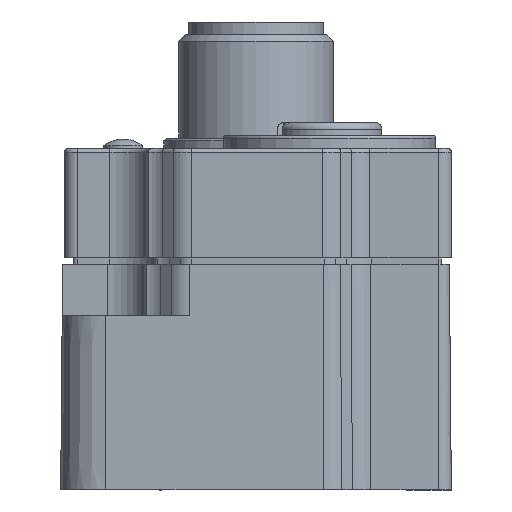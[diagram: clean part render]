
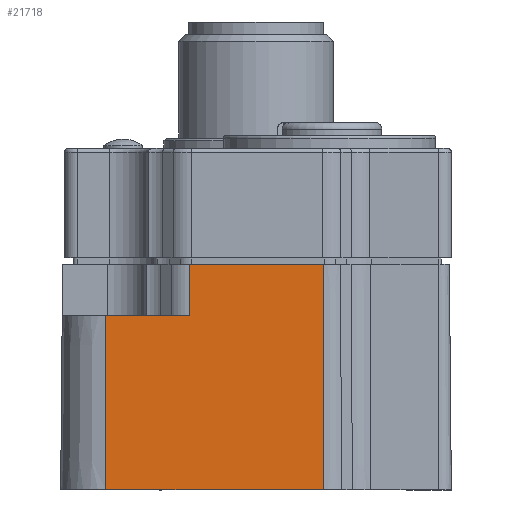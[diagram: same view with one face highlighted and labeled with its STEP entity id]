
A CAD part, front view. The second image highlights one B-rep face of the part: STEP entity #21718.
In plain terms, the highlighted planar face has unit normal (0, -1, 0.009).
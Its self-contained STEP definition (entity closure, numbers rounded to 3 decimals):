
#364 = EDGE_LOOP ( 'NONE', ( #9068, #2335, #22050, #6945, #8475, #31616 ) ) ;
#2335 = ORIENTED_EDGE ( 'NONE', *, *, #8494, .T. ) ;
#3096 = CARTESIAN_POINT ( 'NONE',  ( -5.171, 0.118, 13.5 ) ) ;
#3673 = DIRECTION ( 'NONE',  ( 0., -1., 0.009 ) ) ;
#3760 = VECTOR ( 'NONE', #32113, 1000. ) ;
#4122 = CARTESIAN_POINT ( 'NONE',  ( -13.46, 0.153, 17.5 ) ) ;
#4489 = VECTOR ( 'NONE', #6849, 1000. ) ;
#4723 = CARTESIAN_POINT ( 'NONE',  ( -5.171, 0.153, 17.5 ) ) ;
#6132 = DIRECTION ( 'NONE',  ( 0., -0.009, -1. ) ) ;
#6333 = VERTEX_POINT ( 'NONE', #4723 ) ;
#6778 = VECTOR ( 'NONE', #26329, 1000. ) ;
#6849 = DIRECTION ( 'NONE',  ( -1., 0., 0. ) ) ;
#6880 = CARTESIAN_POINT ( 'NONE',  ( -11.652, 0.118, 13.5 ) ) ;
#6945 = ORIENTED_EDGE ( 'NONE', *, *, #26276, .T. ) ;
#7138 = EDGE_CURVE ( 'NONE', #28390, #29018, #8846, .T. ) ;
#7353 = VERTEX_POINT ( 'NONE', #9914 ) ;
#8475 = ORIENTED_EDGE ( 'NONE', *, *, #7138, .T. ) ;
#8494 = EDGE_CURVE ( 'NONE', #6333, #32419, #9268, .T. ) ;
#8846 = LINE ( 'NONE', #14126, #28448 ) ;
#9068 = ORIENTED_EDGE ( 'NONE', *, *, #11399, .T. ) ;
#9268 = LINE ( 'NONE', #29022, #3760 ) ;
#9914 = CARTESIAN_POINT ( 'NONE',  ( 5.233, 0.153, 17.5 ) ) ;
#10927 = LINE ( 'NONE', #14095, #34365 ) ;
#11096 = EDGE_CURVE ( 'NONE', #29018, #7353, #18957, .T. ) ;
#11399 = EDGE_CURVE ( 'NONE', #7353, #6333, #28393, .T. ) ;
#12444 = CARTESIAN_POINT ( 'NONE',  ( 5.233, 0.169, 19.371 ) ) ;
#12807 = DIRECTION ( 'NONE',  ( 0., 0.009, 1. ) ) ;
#14095 = CARTESIAN_POINT ( 'NONE',  ( -11.652, 0.169, 19.371 ) ) ;
#14126 = CARTESIAN_POINT ( 'NONE',  ( -13.46, 0., 0. ) ) ;
#16973 = CARTESIAN_POINT ( 'NONE',  ( 5.233, 0., 0. ) ) ;
#18957 = LINE ( 'NONE', #12444, #20691 ) ;
#19606 = DIRECTION ( 'NONE',  ( 1., 0., 0. ) ) ;
#19676 = AXIS2_PLACEMENT_3D ( 'NONE', #19948, #3673, #22707 ) ;
#19948 = CARTESIAN_POINT ( 'NONE',  ( -13.46, 0.169, 19.371 ) ) ;
#20530 = FACE_OUTER_BOUND ( 'NONE', #364, .T. ) ;
#20691 = VECTOR ( 'NONE', #12807, 1000. ) ;
#20987 = VERTEX_POINT ( 'NONE', #6880 ) ;
#21718 = ADVANCED_FACE ( 'NONE', ( #20530 ), #27844, .T. ) ;
#22050 = ORIENTED_EDGE ( 'NONE', *, *, #23987, .T. ) ;
#22707 = DIRECTION ( 'NONE',  ( 0., -0.009, -1. ) ) ;
#23163 = CARTESIAN_POINT ( 'NONE',  ( -11.652, 0., 0. ) ) ;
#23987 = EDGE_CURVE ( 'NONE', #32419, #20987, #25116, .T. ) ;
#25116 = LINE ( 'NONE', #31884, #6778 ) ;
#26276 = EDGE_CURVE ( 'NONE', #20987, #28390, #10927, .T. ) ;
#26329 = DIRECTION ( 'NONE',  ( -1., 0., 0. ) ) ;
#27844 = PLANE ( 'NONE',  #19676 ) ;
#28390 = VERTEX_POINT ( 'NONE', #23163 ) ;
#28393 = LINE ( 'NONE', #4122, #4489 ) ;
#28448 = VECTOR ( 'NONE', #19606, 1000. ) ;
#29018 = VERTEX_POINT ( 'NONE', #16973 ) ;
#29022 = CARTESIAN_POINT ( 'NONE',  ( -5.171, 0.169, 19.371 ) ) ;
#31616 = ORIENTED_EDGE ( 'NONE', *, *, #11096, .T. ) ;
#31884 = CARTESIAN_POINT ( 'NONE',  ( -13.46, 0.118, 13.5 ) ) ;
#32113 = DIRECTION ( 'NONE',  ( 0., -0.009, -1. ) ) ;
#32419 = VERTEX_POINT ( 'NONE', #3096 ) ;
#34365 = VECTOR ( 'NONE', #6132, 1000. ) ;
